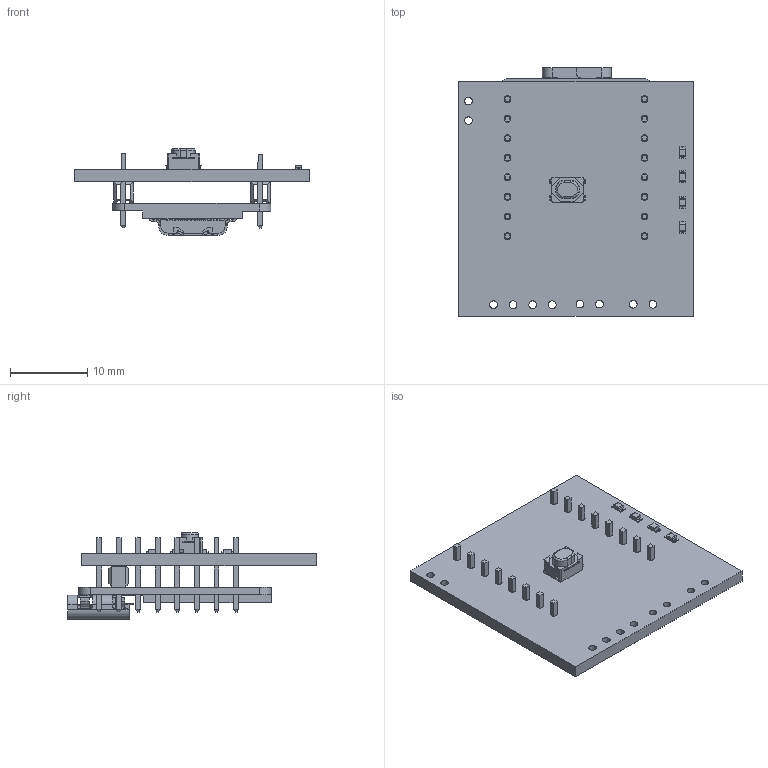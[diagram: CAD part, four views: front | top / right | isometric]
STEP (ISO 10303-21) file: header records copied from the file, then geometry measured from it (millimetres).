
FILE_DESCRIPTION(/* description */ (''),/* implementation_level */ '2;1');
FILE_NAME(/* name */ 'PCB_Stack.stp',/* time_stamp */ '2023-11-16T11:12:06-05:00',/* author */ ('mbrzo'),/* organization */ (''),/* preprocessor_version */ 'ST-DEVELOPER v18.1',/* originating_system */ 'Autodesk Inventor 2022',/* authorisation */ '');
FILE_SCHEMA (('AUTOMOTIVE_DESIGN { 1 0 10303 214 3 1 1 }'));
Products named in the file (12): PCB Stack; ALRT_v1; ALRT_v1 PCB; beetle ESP32-C3; Pin Header 1x8 TH Pitch 2.54mm v2; Pin Header 1x8 TH Pitch 2.54mm v2_1; USB TYPE-C-31-M-14 v1; Shroud; Plastic Body & Connector; Part10; PTS810 SJM 250 SMTR LFS--3DModel-STEP-56544; LTST-C191KGKT--3DModel-STEP-56544
Assembly tree (14 placements, depth 4):
  PCB Stack
    ALRT_v1
      ALRT_v1 PCB
    beetle ESP32-C3
      Pin Header 1x8 TH Pitch 2.54mm v2
      Pin Header 1x8 TH Pitch 2.54mm v2_1
      USB TYPE-C-31-M-14 v1
        Shroud
        Plastic Body & Connector
      Part10
    PTS810 SJM 250 SMTR LFS--3DModel-STEP-56544
    LTST-C191KGKT--3DModel-STEP-56544  x4
Bounding box: 30.48 x 32.28 x 11.29 mm (x, y, z)
Volume: 2383.5 mm3; surface area: 4392.7 mm2
Topology: 39 solids, 41 shells, 1076 faces, 2779 edges, 1751 vertices
Faces by surface type: plane 860, cylinder 196, bspline 12, cone 6, torus 2
Full cylindrical faces by diameter (mm): 0.6 x2, 0.9 x16, 1 x10
Entity records: 27873 total; most frequent: CARTESIAN_POINT 5115, ORIENTED_EDGE 4582, DIRECTION 4451, EDGE_CURVE 2299, LINE 1909, VECTOR 1909, VERTEX_POINT 1439, AXIS2_PLACEMENT_3D 1271
